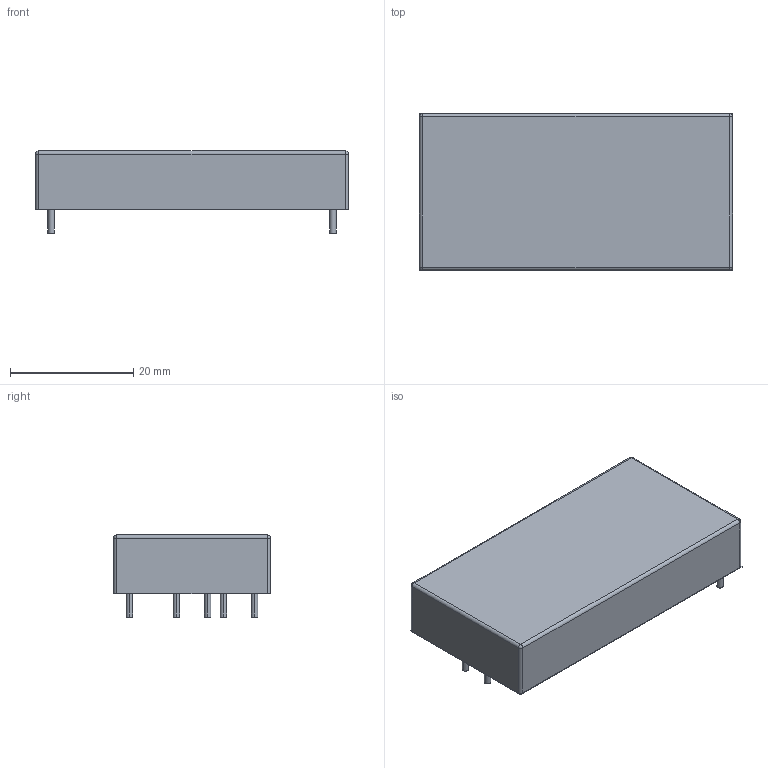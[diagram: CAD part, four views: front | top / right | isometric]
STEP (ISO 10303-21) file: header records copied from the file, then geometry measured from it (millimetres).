
FILE_DESCRIPTION((''),'2;1');
FILE_NAME('DC-DC_MURATA_TWR.stp','2011-10-27T12:15:05',(''),(''),'Mechanical Desktop 2011','Mechanical Desktop 2011',', , ');
FILE_SCHEMA(('AUTOMOTIVE_DESIGN { 1 2 10303 214 1 1 1 1 }'));
Length unit declared in the file: millimetre
Products named in the file (1): Product
Bounding box: 50.8 x 25.4 x 13.33 mm (x, y, z)
Volume: 12307 mm3; surface area: 6659.7 mm2
Topology: 8 solids, 8 shells, 48 faces, 88 edges, 52 vertices
Faces by surface type: plane 24, cylinder 20, sphere 4
Entity records: 1204 total; most frequent: DIRECTION 222, CARTESIAN_POINT 185, ORIENTED_EDGE 168, AXIS2_PLACEMENT_3D 89, EDGE_CURVE 84, VERTEX_POINT 52, EDGE_LOOP 48, FACE_OUTER_BOUND 48
